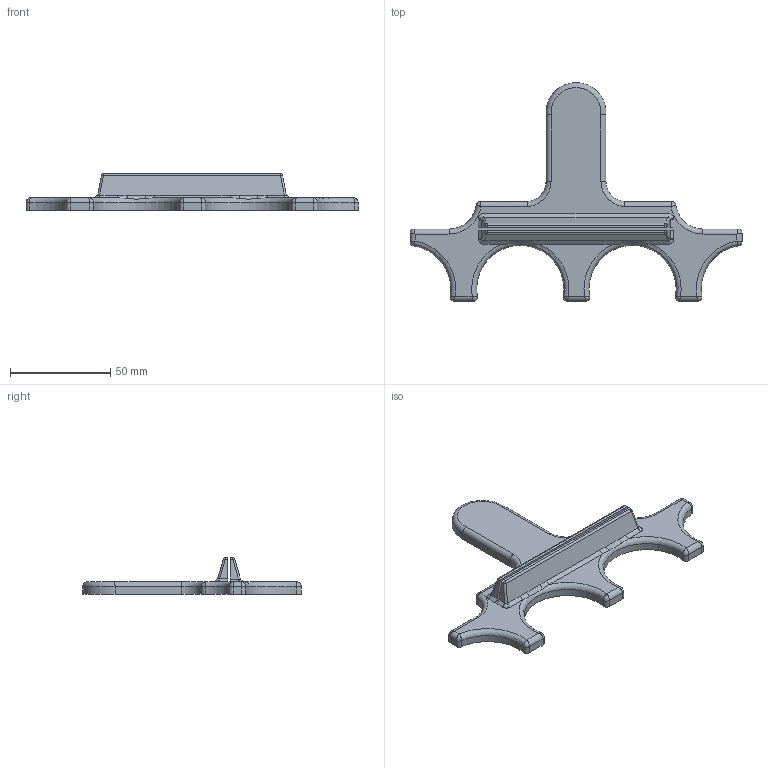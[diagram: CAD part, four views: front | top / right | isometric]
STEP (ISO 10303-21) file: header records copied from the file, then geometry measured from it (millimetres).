
FILE_DESCRIPTION(/* description */ (''),/* implementation_level */ '2;1');
FILE_NAME(/* name */ 'Paraschizzi v6.stp',/* time_stamp */ '2023-01-01T15:20:22+01:00',/* author */ (''),/* organization */ (''),/* preprocessor_version */ 'ST-DEVELOPER v19.2',/* originating_system */ 'Autodesk Translation Framework v11.17.0.187',/* authorisation */ '');
FILE_SCHEMA (('AUTOMOTIVE_DESIGN { 1 0 10303 214 3 1 1 }'));
Length unit declared in the file: millimetre
Products named in the file (1): Para_schizzi
Bounding box: 165.57 x 108.95 x 18.2 mm (x, y, z)
Volume: 46121.8 mm3; surface area: 19104.8 mm2
Topology: 1 solids, 1 shells, 117 faces, 286 edges, 160 vertices
Faces by surface type: cylinder 42, plane 32, bspline 30, torus 9, sphere 4
Entity records: 4455 total; most frequent: CARTESIAN_POINT 1935, ORIENTED_EDGE 548, DIRECTION 459, EDGE_CURVE 274, AXIS2_PLACEMENT_3D 161, VERTEX_POINT 160, LINE 137, VECTOR 137
